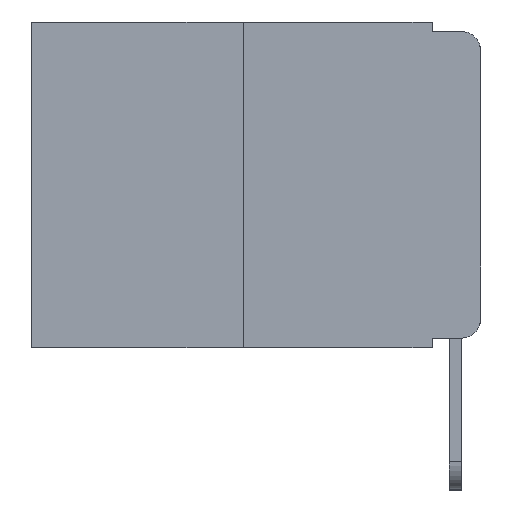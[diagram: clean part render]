
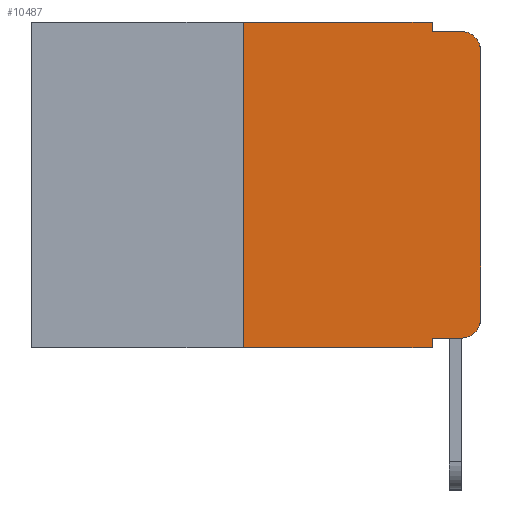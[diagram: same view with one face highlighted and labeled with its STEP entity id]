
A CAD part, left-side view. The second image highlights one B-rep face of the part: STEP entity #10487.
In plain terms, the highlighted planar face has unit normal (-1, 0, 0).
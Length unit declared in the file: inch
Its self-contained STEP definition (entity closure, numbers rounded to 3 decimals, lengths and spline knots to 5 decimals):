
#40 = DIRECTION ( 'NONE',  ( 0., -1., 0. ) ) ;
#207 = VECTOR ( 'NONE', #40, 39.37008 ) ;
#211 = CARTESIAN_POINT ( 'NONE',  ( 0., 0.25, -0.343 ) ) ;
#305 = EDGE_CURVE ( 'NONE', #2073, #2659, #648, .T. ) ;
#330 = CARTESIAN_POINT ( 'NONE',  ( 0., 0.473, -0.343 ) ) ;
#335 = CARTESIAN_POINT ( 'NONE',  ( 0., 0.02, -0.313 ) ) ;
#456 = LINE ( 'NONE', #11692, #10439 ) ;
#509 = DIRECTION ( 'NONE',  ( 0., 0., 1. ) ) ;
#648 = CIRCLE ( 'NONE', #11746, 0.02 ) ;
#969 = CARTESIAN_POINT ( 'NONE',  ( 0., 0.051, 0. ) ) ;
#983 = VERTEX_POINT ( 'NONE', #10023 ) ;
#1162 = VERTEX_POINT ( 'NONE', #3426 ) ;
#1464 = DIRECTION ( 'NONE',  ( 0., 0., -1. ) ) ;
#1485 = DIRECTION ( 'NONE',  ( -1., 0., 0. ) ) ;
#1546 = CARTESIAN_POINT ( 'NONE',  ( 0., 0.02, -0.03 ) ) ;
#1701 = CARTESIAN_POINT ( 'NONE',  ( 0., 0.25, 0. ) ) ;
#1755 = FACE_OUTER_BOUND ( 'NONE', #7598, .T. ) ;
#1849 = EDGE_CURVE ( 'NONE', #1162, #4556, #7774, .T. ) ;
#1929 = VECTOR ( 'NONE', #1972, 39.37008 ) ;
#1935 = CARTESIAN_POINT ( 'NONE',  ( 0., 0.02, -0.333 ) ) ;
#1940 = EDGE_CURVE ( 'NONE', #4556, #983, #4294, .T. ) ;
#1972 = DIRECTION ( 'NONE',  ( 0., 0., 1. ) ) ;
#2073 = VERTEX_POINT ( 'NONE', #7599 ) ;
#2146 = EDGE_CURVE ( 'NONE', #983, #2073, #5053, .T. ) ;
#2162 = DIRECTION ( 'NONE',  ( 0., 0., -1. ) ) ;
#2189 = AXIS2_PLACEMENT_3D ( 'NONE', #2898, #9668, #3983 ) ;
#2224 = CARTESIAN_POINT ( 'NONE',  ( 0., 0., 0. ) ) ;
#2226 = VERTEX_POINT ( 'NONE', #1701 ) ;
#2343 = ORIENTED_EDGE ( 'NONE', *, *, #4008, .F. ) ;
#2659 = VERTEX_POINT ( 'NONE', #10310 ) ;
#2898 = CARTESIAN_POINT ( 'NONE',  ( 0., 0.473, 0. ) ) ;
#3070 = LINE ( 'NONE', #7799, #8568 ) ;
#3097 = CARTESIAN_POINT ( 'NONE',  ( 0., 0.051, -0.01 ) ) ;
#3181 = EDGE_CURVE ( 'NONE', #10283, #3267, #3273, .T. ) ;
#3267 = VERTEX_POINT ( 'NONE', #9580 ) ;
#3273 = LINE ( 'NONE', #330, #207 ) ;
#3426 = CARTESIAN_POINT ( 'NONE',  ( 0., 0.051, -0.333 ) ) ;
#3465 = DIRECTION ( 'NONE',  ( 0., -1., 0. ) ) ;
#3983 = DIRECTION ( 'NONE',  ( 0., 0., -1. ) ) ;
#4008 = EDGE_CURVE ( 'NONE', #2226, #11892, #456, .T. ) ;
#4172 = LINE ( 'NONE', #969, #8939 ) ;
#4294 = CIRCLE ( 'NONE', #8592, 0.02 ) ;
#4335 = VECTOR ( 'NONE', #509, 39.37008 ) ;
#4365 = EDGE_CURVE ( 'NONE', #7707, #2659, #11681, .T. ) ;
#4394 = VECTOR ( 'NONE', #10838, 39.37008 ) ;
#4504 = ORIENTED_EDGE ( 'NONE', *, *, #4365, .F. ) ;
#4556 = VERTEX_POINT ( 'NONE', #1935 ) ;
#4645 = LINE ( 'NONE', #12067, #4335 ) ;
#5053 = LINE ( 'NONE', #2224, #1929 ) ;
#5113 = ORIENTED_EDGE ( 'NONE', *, *, #9049, .F. ) ;
#5213 = VECTOR ( 'NONE', #3465, 39.37008 ) ;
#5417 = ORIENTED_EDGE ( 'NONE', *, *, #3181, .T. ) ;
#5534 = CARTESIAN_POINT ( 'NONE',  ( 0., 0.051, 0. ) ) ;
#5692 = ORIENTED_EDGE ( 'NONE', *, *, #9276, .F. ) ;
#5742 = CARTESIAN_POINT ( 'NONE',  ( 0., 0.051, -0.333 ) ) ;
#5925 = DIRECTION ( 'NONE',  ( -1., 0., 0. ) ) ;
#7186 = EDGE_CURVE ( 'NONE', #11892, #7707, #3070, .T. ) ;
#7598 = EDGE_LOOP ( 'NONE', ( #9246, #11515, #4504, #9821, #2343, #5113, #5417, #5692, #10667, #10905 ) ) ;
#7599 = CARTESIAN_POINT ( 'NONE',  ( 0., 0., -0.03 ) ) ;
#7707 = VERTEX_POINT ( 'NONE', #3097 ) ;
#7746 = DIRECTION ( 'NONE',  ( 0., 0., -1. ) ) ;
#7774 = LINE ( 'NONE', #5742, #5213 ) ;
#7799 = CARTESIAN_POINT ( 'NONE',  ( 0., 0.051, 0. ) ) ;
#8568 = VECTOR ( 'NONE', #7746, 39.37008 ) ;
#8592 = AXIS2_PLACEMENT_3D ( 'NONE', #335, #5925, #11261 ) ;
#8756 = PLANE ( 'NONE',  #2189 ) ;
#8939 = VECTOR ( 'NONE', #2162, 39.37008 ) ;
#9045 = CARTESIAN_POINT ( 'NONE',  ( 0., 0.051, -0.01 ) ) ;
#9049 = EDGE_CURVE ( 'NONE', #10283, #2226, #4645, .T. ) ;
#9246 = ORIENTED_EDGE ( 'NONE', *, *, #2146, .T. ) ;
#9276 = EDGE_CURVE ( 'NONE', #1162, #3267, #4172, .T. ) ;
#9580 = CARTESIAN_POINT ( 'NONE',  ( 0., 0.051, -0.343 ) ) ;
#9668 = DIRECTION ( 'NONE',  ( 1., 0., 0. ) ) ;
#9821 = ORIENTED_EDGE ( 'NONE', *, *, #7186, .F. ) ;
#10023 = CARTESIAN_POINT ( 'NONE',  ( 0., 0., -0.313 ) ) ;
#10283 = VERTEX_POINT ( 'NONE', #211 ) ;
#10310 = CARTESIAN_POINT ( 'NONE',  ( 0., 0.02, -0.01 ) ) ;
#10439 = VECTOR ( 'NONE', #11509, 39.37008 ) ;
#10487 = ADVANCED_FACE ( 'NONE', ( #1755 ), #8756, .F. ) ;
#10667 = ORIENTED_EDGE ( 'NONE', *, *, #1849, .T. ) ;
#10838 = DIRECTION ( 'NONE',  ( 0., -1., 0. ) ) ;
#10905 = ORIENTED_EDGE ( 'NONE', *, *, #1940, .T. ) ;
#11261 = DIRECTION ( 'NONE',  ( 0., 0., -1. ) ) ;
#11509 = DIRECTION ( 'NONE',  ( 0., -1., 0. ) ) ;
#11515 = ORIENTED_EDGE ( 'NONE', *, *, #305, .T. ) ;
#11681 = LINE ( 'NONE', #9045, #4394 ) ;
#11692 = CARTESIAN_POINT ( 'NONE',  ( 0., 0.473, 0. ) ) ;
#11746 = AXIS2_PLACEMENT_3D ( 'NONE', #1546, #1485, #1464 ) ;
#11892 = VERTEX_POINT ( 'NONE', #5534 ) ;
#12067 = CARTESIAN_POINT ( 'NONE',  ( 0., 0.25, 0. ) ) ;
